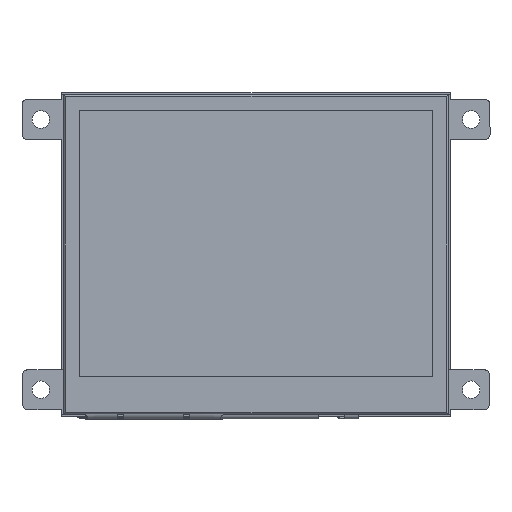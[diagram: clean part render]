
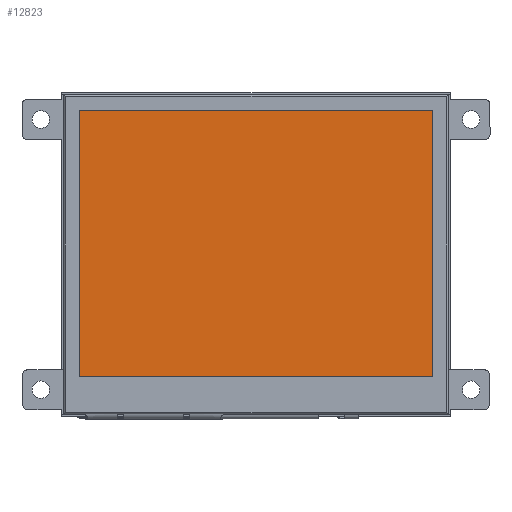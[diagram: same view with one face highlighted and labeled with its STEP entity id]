
A CAD part, top view. The second image highlights one B-rep face of the part: STEP entity #12823.
In plain terms, the highlighted planar face has unit normal (0, 0, 1).
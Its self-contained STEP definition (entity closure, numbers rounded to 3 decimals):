
#592=PLANE('',#13836);
#1656=LINE('',#19882,#3201);
#1660=LINE('',#19890,#3205);
#1663=LINE('',#19896,#3208);
#1666=LINE('',#19901,#3211);
#3201=VECTOR('',#16029,10.);
#3205=VECTOR('',#16035,10.);
#3208=VECTOR('',#16040,10.);
#3211=VECTOR('',#16045,10.);
#4382=FACE_OUTER_BOUND('',#5062,.T.);
#5062=EDGE_LOOP('',(#10642,#10643,#10644,#10645));
#6309=VERTEX_POINT('',#19880);
#6310=VERTEX_POINT('',#19881);
#6313=VERTEX_POINT('',#19889);
#6315=VERTEX_POINT('',#19895);
#7845=EDGE_CURVE('',#6309,#6310,#1656,.T.);
#7849=EDGE_CURVE('',#6310,#6313,#1660,.T.);
#7852=EDGE_CURVE('',#6313,#6315,#1663,.T.);
#7855=EDGE_CURVE('',#6315,#6309,#1666,.T.);
#10642=ORIENTED_EDGE('',*,*,#7855,.T.);
#10643=ORIENTED_EDGE('',*,*,#7845,.T.);
#10644=ORIENTED_EDGE('',*,*,#7849,.T.);
#10645=ORIENTED_EDGE('',*,*,#7852,.T.);
#12823=ADVANCED_FACE('',(#4382),#592,.T.);
#13836=AXIS2_PLACEMENT_3D('',#19903,#16047,#16048);
#16029=DIRECTION('',(1.,0.,0.));
#16035=DIRECTION('',(0.,1.,0.));
#16040=DIRECTION('',(-1.,0.,0.));
#16045=DIRECTION('',(0.,-1.,0.));
#16047=DIRECTION('center_axis',(0.,0.,1.));
#16048=DIRECTION('ref_axis',(1.,0.,0.));
#19880=CARTESIAN_POINT('',(12.961,13.099,1.1));
#19881=CARTESIAN_POINT('',(83.641,13.099,1.1));
#19882=CARTESIAN_POINT('',(12.961,13.099,1.1));
#19889=CARTESIAN_POINT('',(83.641,66.259,1.1));
#19890=CARTESIAN_POINT('',(83.641,13.099,1.1));
#19895=CARTESIAN_POINT('',(12.961,66.259,1.1));
#19896=CARTESIAN_POINT('',(83.641,66.259,1.1));
#19901=CARTESIAN_POINT('',(12.961,66.259,1.1));
#19903=CARTESIAN_POINT('Origin',(48.301,39.679,1.1));
